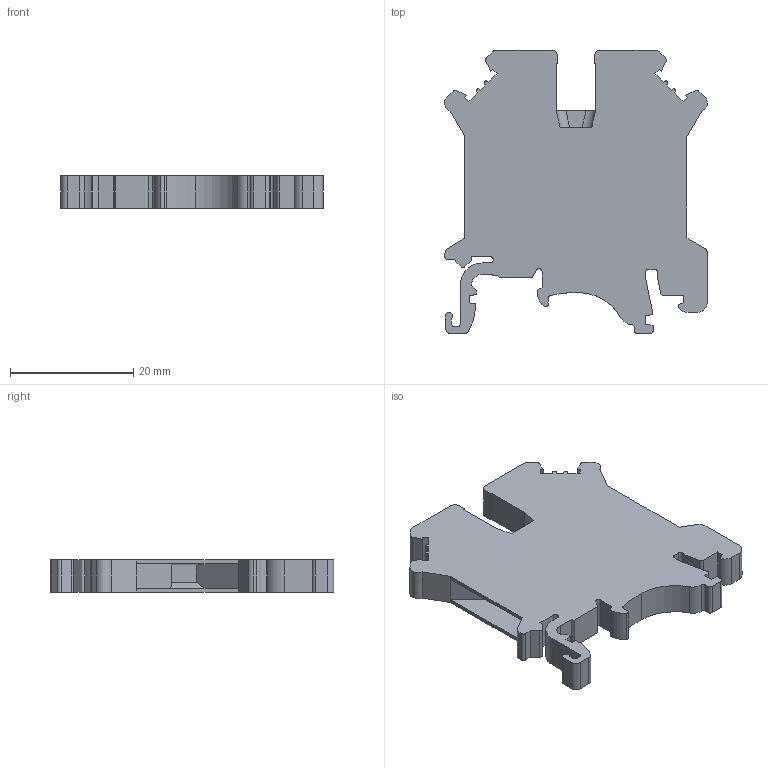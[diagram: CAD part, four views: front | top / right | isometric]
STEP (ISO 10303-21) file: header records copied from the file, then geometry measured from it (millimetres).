
FILE_DESCRIPTION((''),'2;1');
FILE_NAME('ASM0001_ASM','2021-07-01T',('Administrator'),(''),'PRO/ENGINEER BY PARAMETRIC TECHNOLOGY CORPORATION, 2013230','PRO/ENGINEER BY PARAMETRIC TECHNOLOGY CORPORATION, 2013230','');
FILE_SCHEMA(('AUTOMOTIVE_DESIGN { 1 0 10303 214 1 1 1 1 }'));
Length unit declared in the file: millimetre
Products named in the file (1): ASM0001_ASM
Bounding box: 42.62 x 46 x 5.2 mm (x, y, z)
Volume: 6395.6 mm3; surface area: 5005.4 mm2
Topology: 1 solids, 1 shells, 218 faces, 624 edges, 418 vertices
Faces by surface type: plane 143, cylinder 69, torus 4, bspline 2
Entity records: 7341 total; most frequent: CARTESIAN_POINT 1434, ORIENTED_EDGE 1248, DIRECTION 1204, EDGE_CURVE 624, VECTOR 446, LINE 446, VERTEX_POINT 418, AXIS2_PLACEMENT_3D 379
